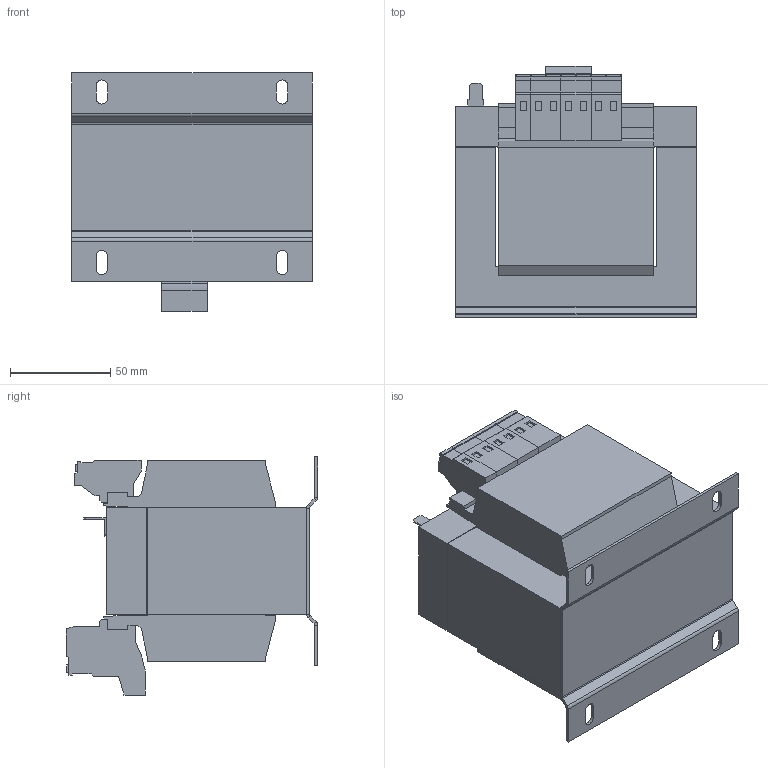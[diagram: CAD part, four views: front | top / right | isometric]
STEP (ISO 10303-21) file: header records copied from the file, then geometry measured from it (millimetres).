
FILE_DESCRIPTION (( 'STEP AP214' ), '1' );
FILE_NAME ('209155.STEP', '2020-05-29T04:41:13', ( '' ), ( '' ), 'SwSTEP 2.0', 'SolidWorks 2018', '' );
FILE_SCHEMA (( 'AUTOMOTIVE_DESIGN' ));
Length unit declared in the file: millimetre
Products named in the file (1): 209155
Bounding box: 120 x 125.5 x 118.8 mm (x, y, z)
Volume: 945703.4 mm3; surface area: 108366 mm2
Topology: 1 solids, 1 shells, 353 faces, 878 edges, 552 vertices
Faces by surface type: plane 314, cylinder 39
Entity records: 10268 total; most frequent: CARTESIAN_POINT 1784, ORIENTED_EDGE 1756, DIRECTION 1664, EDGE_CURVE 878, VECTOR 800, LINE 800, VERTEX_POINT 552, AXIS2_PLACEMENT_3D 432
